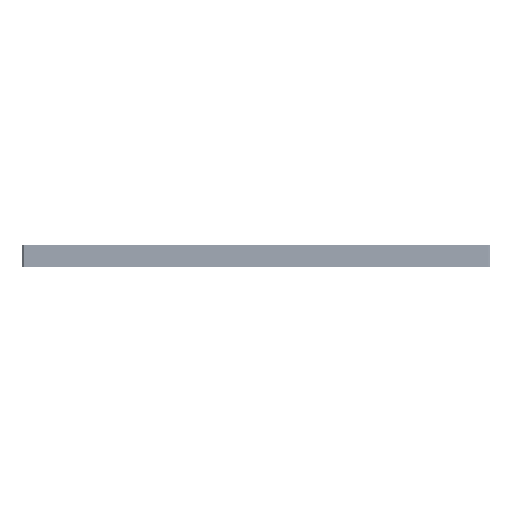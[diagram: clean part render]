
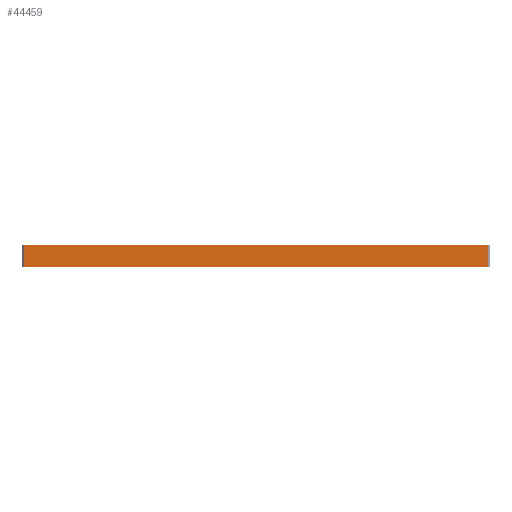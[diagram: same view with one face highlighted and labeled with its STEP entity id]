
A CAD part, left-side view. The second image highlights one B-rep face of the part: STEP entity #44459.
In plain terms, the highlighted planar face has unit normal (-1, 0, 0).
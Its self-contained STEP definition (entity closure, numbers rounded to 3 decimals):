
#5185=FACE_OUTER_BOUND('',#10029,.T.);
#10029=EDGE_LOOP('',(#33932,#33933,#33934,#33935));
#13797=LINE('',#69247,#15742);
#13802=LINE('',#71230,#15747);
#13850=LINE('',#76047,#15795);
#13851=LINE('',#76049,#15796);
#15742=VECTOR('',#53973,0.394);
#15747=VECTOR('',#55876,0.394);
#15795=VECTOR('',#57930,0.394);
#15796=VECTOR('',#57933,0.394);
#21492=VERTEX_POINT('',#69244);
#21493=VERTEX_POINT('',#69246);
#22451=VERTEX_POINT('',#71227);
#22452=VERTEX_POINT('',#71229);
#25474=EDGE_CURVE('',#21493,#21492,#13797,.T.);
#26433=EDGE_CURVE('',#22451,#22452,#13802,.T.);
#27674=EDGE_CURVE('',#21493,#22451,#13850,.T.);
#27675=EDGE_CURVE('',#21492,#22452,#13851,.T.);
#33932=ORIENTED_EDGE('',*,*,#27674,.F.);
#33933=ORIENTED_EDGE('',*,*,#25474,.T.);
#33934=ORIENTED_EDGE('',*,*,#27675,.T.);
#33935=ORIENTED_EDGE('',*,*,#26433,.F.);
#43397=PLANE('',#49247);
#44459=ADVANCED_FACE('',(#5185),#43397,.T.);
#49247=AXIS2_PLACEMENT_3D('',#76048,#57931,#57932);
#53973=DIRECTION('',(0.,0.,-1.));
#55876=DIRECTION('',(0.,0.,-1.));
#57930=DIRECTION('',(0.,-1.,0.));
#57931=DIRECTION('center_axis',(-1.,0.,0.));
#57932=DIRECTION('ref_axis',(0.,0.,1.));
#57933=DIRECTION('',(0.,-1.,0.));
#69244=CARTESIAN_POINT('',(-20.,0.8,-9.917));
#69246=CARTESIAN_POINT('',(-20.,0.8,9.917));
#69247=CARTESIAN_POINT('',(-20.,0.8,-10.));
#71227=CARTESIAN_POINT('',(-20.,-0.15,9.917));
#71229=CARTESIAN_POINT('',(-20.,-0.15,-9.917));
#71230=CARTESIAN_POINT('',(-20.,-0.15,-10.));
#76047=CARTESIAN_POINT('',(-20.,0.,9.917));
#76048=CARTESIAN_POINT('Origin',(-20.,0.,-10.));
#76049=CARTESIAN_POINT('',(-20.,0.,-9.917));
